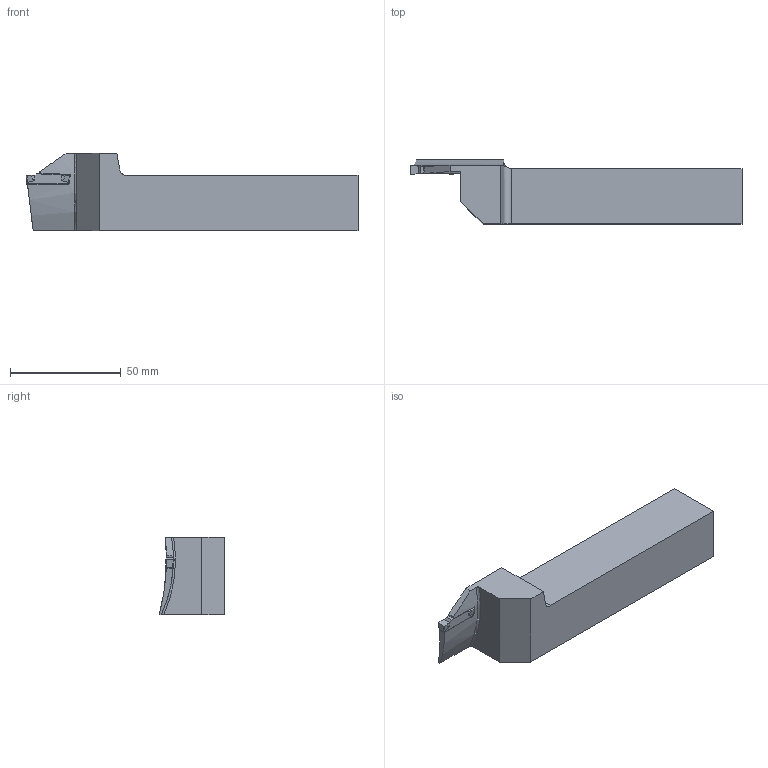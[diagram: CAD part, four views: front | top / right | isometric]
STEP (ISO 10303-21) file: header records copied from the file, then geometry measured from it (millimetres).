
FILE_DESCRIPTION(/* description */ (''),/* implementation_level */ '2;1');
FILE_NAME(/* name */ 'AAKT-KG-R-2525-112-200-4-T22.stp',/* time_stamp */ '2023-10-17T17:11:01+03:00',/* author */ (''),/* organization */ (''),/* preprocessor_version */ 'ST-DEVELOPER v19.4',/* originating_system */ 'SIEMENS PLM Software NX2306.3001',/* authorisation */ '');
FILE_SCHEMA (('AUTOMOTIVE_DESIGN { 1 0 10303 214 3 1 1 1 }'));
Length unit declared in the file: millimetre
Products named in the file (1): AAKT-KG-R-2525-112-200-4-T22_x_t_objects
Bounding box: 150 x 29 x 35 mm (x, y, z)
Volume: 85429.9 mm3; surface area: 16305.4 mm2
Topology: 2 solids, 2 shells, 59 faces, 156 edges, 101 vertices
Faces by surface type: plane 37, cylinder 21, torus 1
Entity records: 1939 total; most frequent: CARTESIAN_POINT 398, DIRECTION 324, ORIENTED_EDGE 312, EDGE_CURVE 156, AXIS2_PLACEMENT_3D 113, VERTEX_POINT 101, LINE 98, VECTOR 98
